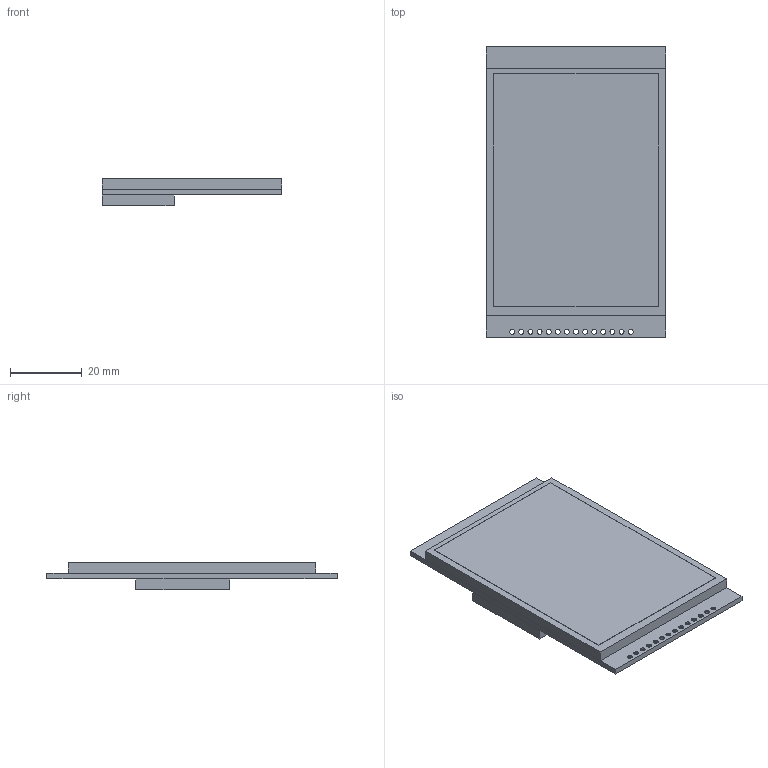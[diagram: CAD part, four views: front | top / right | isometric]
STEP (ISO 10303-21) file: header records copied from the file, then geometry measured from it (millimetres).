
FILE_DESCRIPTION(('FreeCAD Model'),'2;1');
FILE_NAME('Open CASCADE Shape Model','2021-11-16T13:12:52',('FreeCAD'),( 'FreeCAD'),'Open CASCADE STEP processor 7.4','FreeCAD','Unknown');
FILE_SCHEMA(('AUTOMOTIVE_DESIGN { 1 0 10303 214 1 1 1 1 }'));
Length unit declared in the file: millimetre
Products named in the file (1): Open CASCADE STEP translator 7.4 1
Bounding box: 50 x 81 x 7.67 mm (x, y, z)
Volume: 18546.2 mm3; surface area: 9578.6 mm2
Topology: 1 solids, 1 shells, 302 faces, 891 edges, 592 vertices
Faces by surface type: plane 302
Entity records: 21496 total; most frequent: CARTESIAN_POINT 3568, DIRECTION 3279, LINE 2673, VECTOR 2673, ORIENTED_EDGE 1782, PCURVE 1782, DEFINITIONAL_REPRESENTATION 1782, EDGE_CURVE 891
